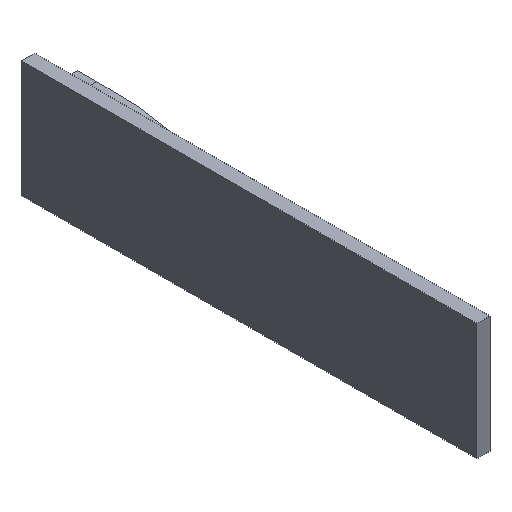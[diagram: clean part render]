
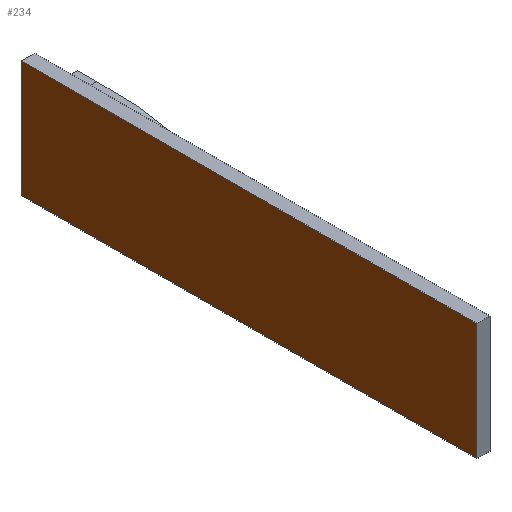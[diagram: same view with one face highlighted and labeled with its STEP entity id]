
A CAD part, isometric view. The second image highlights one B-rep face of the part: STEP entity #234.
In plain terms, the highlighted planar face has unit normal (-1, 0, 0).
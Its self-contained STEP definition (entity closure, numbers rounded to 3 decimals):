
#34=FACE_OUTER_BOUND('',#48,.T.);
#48=EDGE_LOOP('',(#207,#208,#209,#210));
#57=LINE('',#425,#83);
#60=LINE('',#430,#86);
#62=LINE('',#434,#88);
#64=LINE('',#437,#90);
#83=VECTOR('',#274,10.);
#86=VECTOR('',#279,10.);
#88=VECTOR('',#283,10.);
#90=VECTOR('',#287,10.);
#111=VERTEX_POINT('',#423);
#112=VERTEX_POINT('',#424);
#113=VERTEX_POINT('',#429);
#114=VERTEX_POINT('',#433);
#131=EDGE_CURVE('',#111,#112,#57,.T.);
#134=EDGE_CURVE('',#113,#111,#60,.T.);
#136=EDGE_CURVE('',#114,#113,#62,.T.);
#138=EDGE_CURVE('',#112,#114,#64,.T.);
#207=ORIENTED_EDGE('',*,*,#138,.F.);
#208=ORIENTED_EDGE('',*,*,#131,.F.);
#209=ORIENTED_EDGE('',*,*,#134,.F.);
#210=ORIENTED_EDGE('',*,*,#136,.F.);
#221=PLANE('',#259);
#234=ADVANCED_FACE('',(#34),#221,.F.);
#259=AXIS2_PLACEMENT_3D('',#651,#308,#309);
#274=DIRECTION('',(0.,1.,0.));
#279=DIRECTION('',(0.,0.,-1.));
#283=DIRECTION('',(0.,-1.,0.));
#287=DIRECTION('',(0.,0.,1.));
#308=DIRECTION('center_axis',(1.,0.,0.));
#309=DIRECTION('ref_axis',(0.,1.,0.));
#423=CARTESIAN_POINT('',(100.,0.,0.));
#424=CARTESIAN_POINT('',(100.,700.,0.));
#425=CARTESIAN_POINT('',(100.,0.,0.));
#429=CARTESIAN_POINT('',(100.,0.,180.));
#430=CARTESIAN_POINT('',(100.,0.,180.));
#433=CARTESIAN_POINT('',(100.,700.,180.));
#434=CARTESIAN_POINT('',(100.,700.,180.));
#437=CARTESIAN_POINT('',(100.,700.,0.));
#651=CARTESIAN_POINT('Origin',(100.,375.53,90.));
